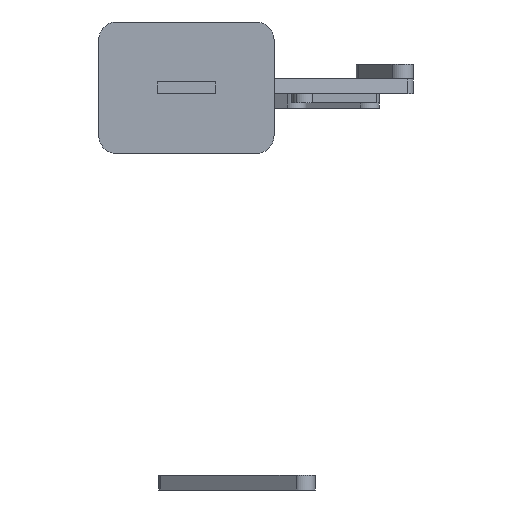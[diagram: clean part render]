
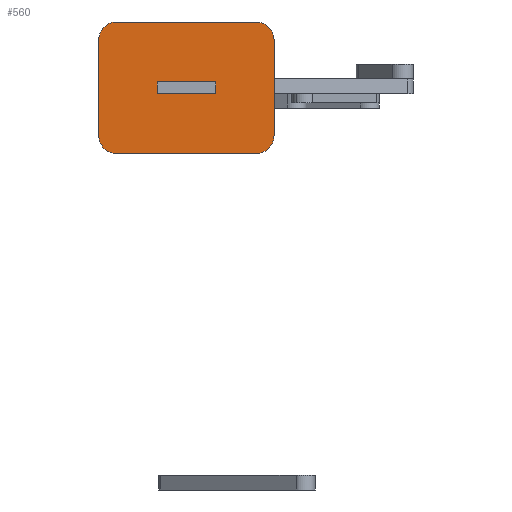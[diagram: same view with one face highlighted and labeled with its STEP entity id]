
A CAD part, front view. The second image highlights one B-rep face of the part: STEP entity #560.
In plain terms, the highlighted planar face has unit normal (0, -1, 0).
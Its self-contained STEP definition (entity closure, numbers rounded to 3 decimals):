
#29 = CARTESIAN_POINT ( 'NONE',  ( 54., 0., 0. ) ) ;
#130 = DIRECTION ( 'NONE',  ( 0., 1., 0. ) ) ;
#309 = VECTOR ( 'NONE', #2430, 1000. ) ;
#322 = CARTESIAN_POINT ( 'NONE',  ( 60., 0., -39. ) ) ;
#402 = VERTEX_POINT ( 'NONE', #916 ) ;
#433 = LINE ( 'NONE', #4799, #4250 ) ;
#454 = DIRECTION ( 'NONE',  ( 0., 0., 1. ) ) ;
#479 = CARTESIAN_POINT ( 'NONE',  ( 54., 0., -39. ) ) ;
#560 = ADVANCED_FACE ( 'NONE', ( #4796, #3074 ), #2558, .F. ) ;
#576 = AXIS2_PLACEMENT_3D ( 'NONE', #3929, #4819, #454 ) ;
#611 = VERTEX_POINT ( 'NONE', #4091 ) ;
#612 = VERTEX_POINT ( 'NONE', #1922 ) ;
#619 = VERTEX_POINT ( 'NONE', #2802 ) ;
#666 = LINE ( 'NONE', #4572, #2857 ) ;
#680 = CIRCLE ( 'NONE', #4591, 6. ) ;
#686 = VECTOR ( 'NONE', #2172, 1000. ) ;
#828 = DIRECTION ( 'NONE',  ( 0., 0., 1. ) ) ;
#886 = EDGE_LOOP ( 'NONE', ( #3591, #5365, #4009, #2818, #1484, #3307, #3631, #3740 ) ) ;
#916 = CARTESIAN_POINT ( 'NONE',  ( 40., 0., -20.5 ) ) ;
#1043 = LINE ( 'NONE', #4865, #3704 ) ;
#1107 = VERTEX_POINT ( 'NONE', #1486 ) ;
#1228 = CARTESIAN_POINT ( 'NONE',  ( 6., 0., -45. ) ) ;
#1267 = VERTEX_POINT ( 'NONE', #5431 ) ;
#1327 = EDGE_CURVE ( 'NONE', #612, #4117, #4681, .T. ) ;
#1402 = VERTEX_POINT ( 'NONE', #322 ) ;
#1484 = ORIENTED_EDGE ( 'NONE', *, *, #5020, .F. ) ;
#1486 = CARTESIAN_POINT ( 'NONE',  ( 60., 0., -6. ) ) ;
#1537 = ORIENTED_EDGE ( 'NONE', *, *, #2746, .T. ) ;
#1894 = DIRECTION ( 'NONE',  ( -1., 0., 0. ) ) ;
#1922 = CARTESIAN_POINT ( 'NONE',  ( 6., 0., 0. ) ) ;
#1950 = EDGE_CURVE ( 'NONE', #2066, #3858, #433, .T. ) ;
#1994 = DIRECTION ( 'NONE',  ( -1., 0., 0. ) ) ;
#2066 = VERTEX_POINT ( 'NONE', #3670 ) ;
#2172 = DIRECTION ( 'NONE',  ( 0., 0., -1. ) ) ;
#2174 = CARTESIAN_POINT ( 'NONE',  ( 20., 0., -24.5 ) ) ;
#2283 = VERTEX_POINT ( 'NONE', #3375 ) ;
#2299 = EDGE_CURVE ( 'NONE', #1267, #402, #3323, .T. ) ;
#2301 = EDGE_LOOP ( 'NONE', ( #4978, #3563, #1537, #3524 ) ) ;
#2391 = AXIS2_PLACEMENT_3D ( 'NONE', #5499, #2810, #5419 ) ;
#2405 = CIRCLE ( 'NONE', #4870, 6. ) ;
#2428 = DIRECTION ( 'NONE',  ( 1., 0., 0. ) ) ;
#2430 = DIRECTION ( 'NONE',  ( 0., 0., -1. ) ) ;
#2470 = VECTOR ( 'NONE', #3946, 1000. ) ;
#2550 = EDGE_CURVE ( 'NONE', #2283, #5358, #1043, .T. ) ;
#2558 = PLANE ( 'NONE',  #2725 ) ;
#2670 = CARTESIAN_POINT ( 'NONE',  ( 54., 0., -6. ) ) ;
#2725 = AXIS2_PLACEMENT_3D ( 'NONE', #2670, #4421, #828 ) ;
#2746 = EDGE_CURVE ( 'NONE', #402, #611, #5541, .T. ) ;
#2802 = CARTESIAN_POINT ( 'NONE',  ( 20., 0., -24.5 ) ) ;
#2810 = DIRECTION ( 'NONE',  ( 0., 1., 0. ) ) ;
#2818 = ORIENTED_EDGE ( 'NONE', *, *, #1950, .F. ) ;
#2857 = VECTOR ( 'NONE', #1994, 1000. ) ;
#2889 = CARTESIAN_POINT ( 'NONE',  ( 0., 0., -6. ) ) ;
#2908 = CARTESIAN_POINT ( 'NONE',  ( 20., 0., -20.5 ) ) ;
#3030 = EDGE_CURVE ( 'NONE', #619, #1267, #4774, .T. ) ;
#3074 = FACE_BOUND ( 'NONE', #2301, .T. ) ;
#3118 = DIRECTION ( 'NONE',  ( 0., 0., -1. ) ) ;
#3243 = VECTOR ( 'NONE', #4660, 1000. ) ;
#3307 = ORIENTED_EDGE ( 'NONE', *, *, #2550, .F. ) ;
#3323 = LINE ( 'NONE', #2908, #3243 ) ;
#3375 = CARTESIAN_POINT ( 'NONE',  ( 54., 0., -45. ) ) ;
#3522 = VECTOR ( 'NONE', #2428, 1000. ) ;
#3524 = ORIENTED_EDGE ( 'NONE', *, *, #5198, .T. ) ;
#3563 = ORIENTED_EDGE ( 'NONE', *, *, #2299, .T. ) ;
#3580 = CARTESIAN_POINT ( 'NONE',  ( 6., 0., -39. ) ) ;
#3591 = ORIENTED_EDGE ( 'NONE', *, *, #4116, .F. ) ;
#3617 = DIRECTION ( 'NONE',  ( 0., 0., -1. ) ) ;
#3631 = ORIENTED_EDGE ( 'NONE', *, *, #4472, .F. ) ;
#3670 = CARTESIAN_POINT ( 'NONE',  ( 0., 0., -39. ) ) ;
#3704 = VECTOR ( 'NONE', #1894, 1000. ) ;
#3740 = ORIENTED_EDGE ( 'NONE', *, *, #5471, .F. ) ;
#3825 = EDGE_CURVE ( 'NONE', #3858, #612, #4214, .T. ) ;
#3858 = VERTEX_POINT ( 'NONE', #2889 ) ;
#3929 = CARTESIAN_POINT ( 'NONE',  ( 54., 0., -6. ) ) ;
#3946 = DIRECTION ( 'NONE',  ( 0., 0., 1. ) ) ;
#4009 = ORIENTED_EDGE ( 'NONE', *, *, #3825, .F. ) ;
#4091 = CARTESIAN_POINT ( 'NONE',  ( 40., 0., -24.5 ) ) ;
#4116 = EDGE_CURVE ( 'NONE', #4117, #1107, #4860, .T. ) ;
#4117 = VERTEX_POINT ( 'NONE', #29 ) ;
#4214 = CIRCLE ( 'NONE', #2391, 6. ) ;
#4250 = VECTOR ( 'NONE', #4253, 1000. ) ;
#4253 = DIRECTION ( 'NONE',  ( 0., 0., 1. ) ) ;
#4421 = DIRECTION ( 'NONE',  ( 0., 1., 0. ) ) ;
#4445 = DIRECTION ( 'NONE',  ( 0., 1., 0. ) ) ;
#4472 = EDGE_CURVE ( 'NONE', #1402, #2283, #680, .T. ) ;
#4572 = CARTESIAN_POINT ( 'NONE',  ( 20., 0., -24.5 ) ) ;
#4591 = AXIS2_PLACEMENT_3D ( 'NONE', #479, #4445, #3617 ) ;
#4600 = CARTESIAN_POINT ( 'NONE',  ( 6., 0., 0. ) ) ;
#4660 = DIRECTION ( 'NONE',  ( 1., 0., 0. ) ) ;
#4681 = LINE ( 'NONE', #4600, #3522 ) ;
#4774 = LINE ( 'NONE', #2174, #2470 ) ;
#4796 = FACE_OUTER_BOUND ( 'NONE', #886, .T. ) ;
#4799 = CARTESIAN_POINT ( 'NONE',  ( 0., 0., -6. ) ) ;
#4804 = LINE ( 'NONE', #5194, #686 ) ;
#4819 = DIRECTION ( 'NONE',  ( 0., 1., 0. ) ) ;
#4860 = CIRCLE ( 'NONE', #576, 6. ) ;
#4865 = CARTESIAN_POINT ( 'NONE',  ( 6., 0., -45. ) ) ;
#4870 = AXIS2_PLACEMENT_3D ( 'NONE', #3580, #130, #3118 ) ;
#4978 = ORIENTED_EDGE ( 'NONE', *, *, #3030, .T. ) ;
#5020 = EDGE_CURVE ( 'NONE', #5358, #2066, #2405, .T. ) ;
#5054 = CARTESIAN_POINT ( 'NONE',  ( 40., 0., -24.5 ) ) ;
#5194 = CARTESIAN_POINT ( 'NONE',  ( 60., 0., -6. ) ) ;
#5198 = EDGE_CURVE ( 'NONE', #611, #619, #666, .T. ) ;
#5358 = VERTEX_POINT ( 'NONE', #1228 ) ;
#5365 = ORIENTED_EDGE ( 'NONE', *, *, #1327, .F. ) ;
#5419 = DIRECTION ( 'NONE',  ( 0., 0., -1. ) ) ;
#5431 = CARTESIAN_POINT ( 'NONE',  ( 20., 0., -20.5 ) ) ;
#5471 = EDGE_CURVE ( 'NONE', #1107, #1402, #4804, .T. ) ;
#5499 = CARTESIAN_POINT ( 'NONE',  ( 6., 0., -6. ) ) ;
#5541 = LINE ( 'NONE', #5054, #309 ) ;
